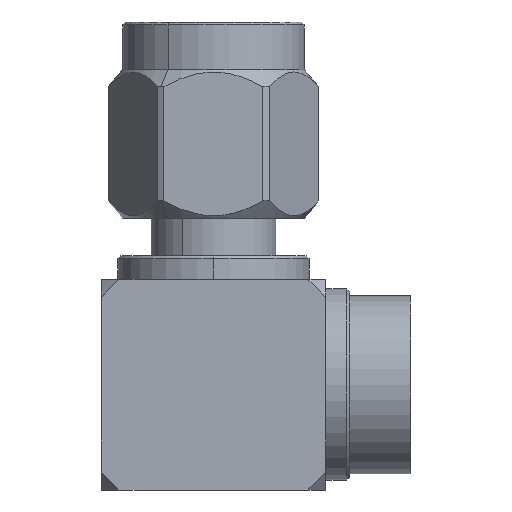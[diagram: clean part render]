
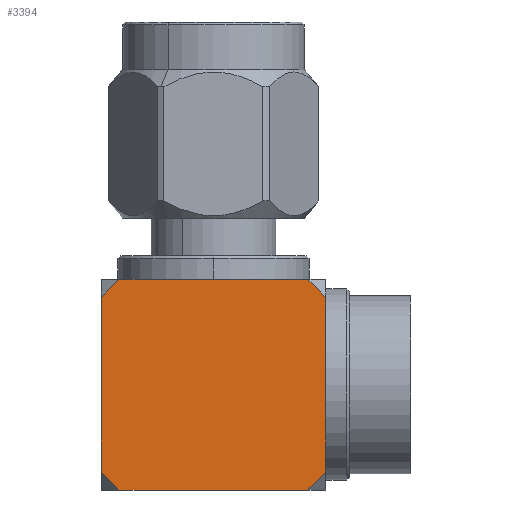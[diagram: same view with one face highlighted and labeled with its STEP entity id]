
A CAD part, left-side view. The second image highlights one B-rep face of the part: STEP entity #3394.
In plain terms, the highlighted planar face has unit normal (-1, 0, 0).
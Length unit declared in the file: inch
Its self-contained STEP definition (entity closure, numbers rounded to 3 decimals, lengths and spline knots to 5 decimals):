
#1 = DIRECTION ( 'NONE',  ( 0., -1., 0. ) ) ;
#72 = VECTOR ( 'NONE', #1, 39.37008 ) ;
#87 = VERTEX_POINT ( 'NONE', #4371 ) ;
#180 = AXIS2_PLACEMENT_3D ( 'NONE', #858, #901, #4287 ) ;
#190 = FACE_OUTER_BOUND ( 'NONE', #3041, .T. ) ;
#268 = ORIENTED_EDGE ( 'NONE', *, *, #627, .T. ) ;
#327 = VERTEX_POINT ( 'NONE', #1164 ) ;
#384 = EDGE_CURVE ( 'NONE', #4008, #4194, #873, .T. ) ;
#459 = CARTESIAN_POINT ( 'NONE',  ( -0.18898, -0.18898, 0.17717 ) ) ;
#497 = EDGE_CURVE ( 'NONE', #1823, #4194, #2998, .T. ) ;
#565 = ORIENTED_EDGE ( 'NONE', *, *, #1182, .F. ) ;
#599 = DIRECTION ( 'NONE',  ( 0., 0.707, -0.707 ) ) ;
#627 = EDGE_CURVE ( 'NONE', #1823, #2959, #2719, .T. ) ;
#706 = DIRECTION ( 'NONE',  ( 0., 0., -1. ) ) ;
#857 = CARTESIAN_POINT ( 'NONE',  ( -0.18898, -0.18898, -0.17717 ) ) ;
#858 = CARTESIAN_POINT ( 'NONE',  ( -0.18898, -0.18898, 0.17717 ) ) ;
#873 = LINE ( 'NONE', #4484, #4652 ) ;
#901 = DIRECTION ( 'NONE',  ( 1., 0., 0. ) ) ;
#948 = CARTESIAN_POINT ( 'NONE',  ( -0.18898, -0.18898, -0.14717 ) ) ;
#1025 = LINE ( 'NONE', #3892, #2458 ) ;
#1164 = CARTESIAN_POINT ( 'NONE',  ( -0.18898, 0.15898, 0.17717 ) ) ;
#1182 = EDGE_CURVE ( 'NONE', #3132, #3878, #4099, .T. ) ;
#1279 = PLANE ( 'NONE',  #180 ) ;
#1389 = VECTOR ( 'NONE', #599, 39.37008 ) ;
#1393 = CARTESIAN_POINT ( 'NONE',  ( -0.18898, -0.35114, 0.015 ) ) ;
#1417 = CARTESIAN_POINT ( 'NONE',  ( -0.18898, -0.18898, 0.14717 ) ) ;
#1482 = CARTESIAN_POINT ( 'NONE',  ( -0.18898, 0.18898, 0.14717 ) ) ;
#1578 = LINE ( 'NONE', #3389, #72 ) ;
#1636 = VECTOR ( 'NONE', #3377, 39.37008 ) ;
#1647 = VECTOR ( 'NONE', #1951, 39.37008 ) ;
#1665 = ORIENTED_EDGE ( 'NONE', *, *, #3388, .F. ) ;
#1733 = ORIENTED_EDGE ( 'NONE', *, *, #497, .F. ) ;
#1823 = VERTEX_POINT ( 'NONE', #4751 ) ;
#1951 = DIRECTION ( 'NONE',  ( 0., 0.707, 0.707 ) ) ;
#2240 = ORIENTED_EDGE ( 'NONE', *, *, #4526, .F. ) ;
#2248 = ORIENTED_EDGE ( 'NONE', *, *, #3235, .F. ) ;
#2387 = DIRECTION ( 'NONE',  ( 0., -1., 0. ) ) ;
#2458 = VECTOR ( 'NONE', #2800, 39.37008 ) ;
#2575 = VECTOR ( 'NONE', #3119, 39.37008 ) ;
#2581 = VECTOR ( 'NONE', #2387, 39.37008 ) ;
#2629 = LINE ( 'NONE', #4817, #1636 ) ;
#2719 = LINE ( 'NONE', #857, #2581 ) ;
#2800 = DIRECTION ( 'NONE',  ( 0., -0.707, -0.707 ) ) ;
#2918 = EDGE_CURVE ( 'NONE', #327, #87, #1578, .T. ) ;
#2959 = VERTEX_POINT ( 'NONE', #3097 ) ;
#2998 = LINE ( 'NONE', #4205, #1647 ) ;
#3041 = EDGE_LOOP ( 'NONE', ( #1665, #3356, #2248, #3591, #1733, #268, #2240, #565 ) ) ;
#3097 = CARTESIAN_POINT ( 'NONE',  ( -0.18898, -0.15898, -0.17717 ) ) ;
#3101 = LINE ( 'NONE', #1393, #1389 ) ;
#3119 = DIRECTION ( 'NONE',  ( 0., 0., -1. ) ) ;
#3132 = VERTEX_POINT ( 'NONE', #1417 ) ;
#3235 = EDGE_CURVE ( 'NONE', #4008, #327, #2629, .T. ) ;
#3356 = ORIENTED_EDGE ( 'NONE', *, *, #2918, .F. ) ;
#3377 = DIRECTION ( 'NONE',  ( 0., -0.707, 0.707 ) ) ;
#3388 = EDGE_CURVE ( 'NONE', #87, #3132, #1025, .T. ) ;
#3389 = CARTESIAN_POINT ( 'NONE',  ( -0.18898, -0.18898, 0.17717 ) ) ;
#3394 = ADVANCED_FACE ( 'NONE', ( #190 ), #1279, .F. ) ;
#3591 = ORIENTED_EDGE ( 'NONE', *, *, #384, .T. ) ;
#3878 = VERTEX_POINT ( 'NONE', #948 ) ;
#3892 = CARTESIAN_POINT ( 'NONE',  ( -0.18898, -0.17398, 0.16217 ) ) ;
#4008 = VERTEX_POINT ( 'NONE', #1482 ) ;
#4099 = LINE ( 'NONE', #459, #2575 ) ;
#4194 = VERTEX_POINT ( 'NONE', #4423 ) ;
#4205 = CARTESIAN_POINT ( 'NONE',  ( -0.18898, 0.16217, -0.17398 ) ) ;
#4287 = DIRECTION ( 'NONE',  ( 0., 0., -1. ) ) ;
#4371 = CARTESIAN_POINT ( 'NONE',  ( -0.18898, -0.15898, 0.17717 ) ) ;
#4423 = CARTESIAN_POINT ( 'NONE',  ( -0.18898, 0.18898, -0.14717 ) ) ;
#4484 = CARTESIAN_POINT ( 'NONE',  ( -0.18898, 0.18898, 0.17717 ) ) ;
#4526 = EDGE_CURVE ( 'NONE', #3878, #2959, #3101, .T. ) ;
#4652 = VECTOR ( 'NONE', #706, 39.37008 ) ;
#4751 = CARTESIAN_POINT ( 'NONE',  ( -0.18898, 0.15898, -0.17717 ) ) ;
#4817 = CARTESIAN_POINT ( 'NONE',  ( -0.18898, -0.015, 0.35114 ) ) ;
